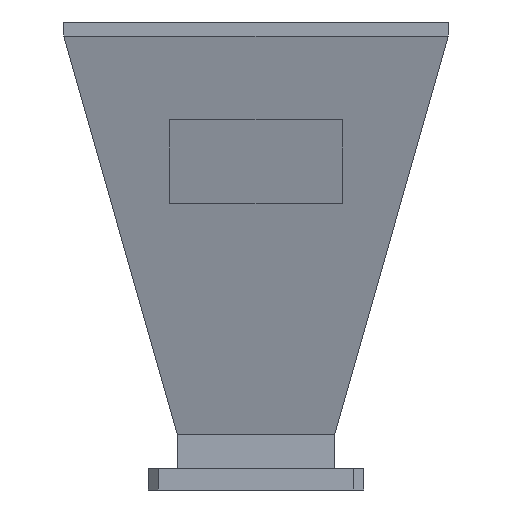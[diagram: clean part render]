
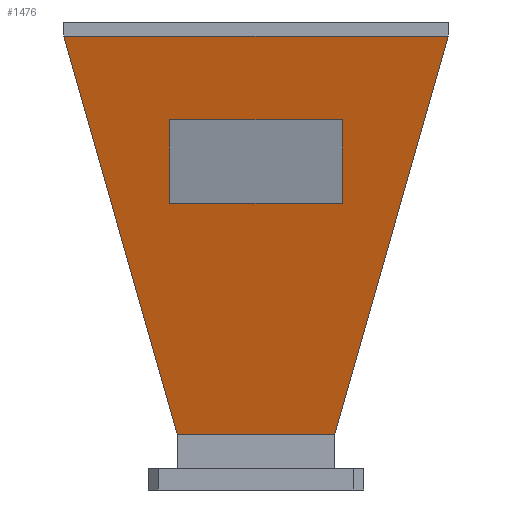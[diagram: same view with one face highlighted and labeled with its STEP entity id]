
A CAD part, left-side view. The second image highlights one B-rep face of the part: STEP entity #1476.
In plain terms, the highlighted planar face has unit normal (-0.972, 0, -0.235).
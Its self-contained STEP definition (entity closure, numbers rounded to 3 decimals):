
#25 = EDGE_CURVE ( 'NONE', #1497, #1082, #323, .T. ) ;
#32 = ORIENTED_EDGE ( 'NONE', *, *, #1164, .T. ) ;
#36 = CARTESIAN_POINT ( 'NONE',  ( -27.652, 0., 109.874 ) ) ;
#76 = VERTEX_POINT ( 'NONE', #1065 ) ;
#111 = CARTESIAN_POINT ( 'NONE',  ( -13.097, -23.211, 49.643 ) ) ;
#189 = CARTESIAN_POINT ( 'NONE',  ( -41.463, 0., 167.02 ) ) ;
#191 = CARTESIAN_POINT ( 'NONE',  ( -35.496, 25.4, 142.331 ) ) ;
#201 = VECTOR ( 'NONE', #1163, 1000. ) ;
#244 = VECTOR ( 'NONE', #869, 1000. ) ;
#251 = ORIENTED_EDGE ( 'NONE', *, *, #1264, .T. ) ;
#312 = VECTOR ( 'NONE', #1755, 1000. ) ;
#323 = LINE ( 'NONE', #189, #312 ) ;
#354 = ORIENTED_EDGE ( 'NONE', *, *, #1308, .T. ) ;
#418 = DIRECTION ( 'NONE',  ( -0.972, 0., -0.235 ) ) ;
#430 = DIRECTION ( 'NONE',  ( -0.235, 0., 0.972 ) ) ;
#433 = CARTESIAN_POINT ( 'NONE',  ( -35.496, 25.4, 142.331 ) ) ;
#437 = VERTEX_POINT ( 'NONE', #1361 ) ;
#438 = EDGE_CURVE ( 'NONE', #1483, #1497, #1156, .T. ) ;
#447 = ORIENTED_EDGE ( 'NONE', *, *, #982, .T. ) ;
#451 = CARTESIAN_POINT ( 'NONE',  ( -29.53, -25.4, 117.642 ) ) ;
#457 = ORIENTED_EDGE ( 'NONE', *, *, #438, .T. ) ;
#545 = VECTOR ( 'NONE', #1389, 1000. ) ;
#567 = CARTESIAN_POINT ( 'NONE',  ( -41.463, 56.663, 167.02 ) ) ;
#650 = VECTOR ( 'NONE', #1027, 1000. ) ;
#651 = LINE ( 'NONE', #918, #704 ) ;
#674 = VECTOR ( 'NONE', #1420, 1000. ) ;
#685 = VERTEX_POINT ( 'NONE', #191 ) ;
#704 = VECTOR ( 'NONE', #1646, 1000. ) ;
#715 = AXIS2_PLACEMENT_3D ( 'NONE', #36, #418, #430 ) ;
#729 = LINE ( 'NONE', #451, #650 ) ;
#731 = VECTOR ( 'NONE', #843, 1000. ) ;
#832 = EDGE_LOOP ( 'NONE', ( #251, #457, #1410, #447 ) ) ;
#843 = DIRECTION ( 'NONE',  ( 0.226, -0.267, -0.937 ) ) ;
#858 = FACE_OUTER_BOUND ( 'NONE', #832, .T. ) ;
#869 = DIRECTION ( 'NONE',  ( -0.235, 0., 0.972 ) ) ;
#918 = CARTESIAN_POINT ( 'NONE',  ( -35.496, -25.4, 142.331 ) ) ;
#958 = LINE ( 'NONE', #1430, #731 ) ;
#969 = CARTESIAN_POINT ( 'NONE',  ( -13.097, 0., 49.643 ) ) ;
#982 = EDGE_CURVE ( 'NONE', #1082, #1155, #958, .T. ) ;
#1027 = DIRECTION ( 'NONE',  ( 0., 1., 0. ) ) ;
#1053 = LINE ( 'NONE', #433, #244 ) ;
#1057 = VERTEX_POINT ( 'NONE', #1613 ) ;
#1065 = CARTESIAN_POINT ( 'NONE',  ( -29.53, -25.4, 117.642 ) ) ;
#1068 = EDGE_CURVE ( 'NONE', #437, #685, #1053, .T. ) ;
#1082 = VERTEX_POINT ( 'NONE', #567 ) ;
#1104 = LINE ( 'NONE', #969, #674 ) ;
#1116 = CARTESIAN_POINT ( 'NONE',  ( -35.496, -25.4, 142.331 ) ) ;
#1147 = LINE ( 'NONE', #1116, #545 ) ;
#1155 = VERTEX_POINT ( 'NONE', #1766 ) ;
#1156 = LINE ( 'NONE', #111, #201 ) ;
#1163 = DIRECTION ( 'NONE',  ( -0.226, -0.267, 0.937 ) ) ;
#1164 = EDGE_CURVE ( 'NONE', #1057, #76, #651, .T. ) ;
#1264 = EDGE_CURVE ( 'NONE', #1155, #1483, #1104, .T. ) ;
#1308 = EDGE_CURVE ( 'NONE', #685, #1057, #1147, .T. ) ;
#1322 = PLANE ( 'NONE',  #715 ) ;
#1361 = CARTESIAN_POINT ( 'NONE',  ( -29.53, 25.4, 117.642 ) ) ;
#1389 = DIRECTION ( 'NONE',  ( 0., -1., 0. ) ) ;
#1410 = ORIENTED_EDGE ( 'NONE', *, *, #25, .T. ) ;
#1420 = DIRECTION ( 'NONE',  ( 0., -1., 0. ) ) ;
#1426 = ORIENTED_EDGE ( 'NONE', *, *, #1487, .T. ) ;
#1430 = CARTESIAN_POINT ( 'NONE',  ( -41.463, 56.663, 167.02 ) ) ;
#1445 = EDGE_LOOP ( 'NONE', ( #1722, #354, #32, #1426 ) ) ;
#1476 = ADVANCED_FACE ( 'NONE', ( #858, #1717 ), #1322, .T. ) ;
#1483 = VERTEX_POINT ( 'NONE', #1738 ) ;
#1487 = EDGE_CURVE ( 'NONE', #76, #437, #729, .T. ) ;
#1497 = VERTEX_POINT ( 'NONE', #1595 ) ;
#1595 = CARTESIAN_POINT ( 'NONE',  ( -41.463, -56.663, 167.02 ) ) ;
#1613 = CARTESIAN_POINT ( 'NONE',  ( -35.496, -25.4, 142.331 ) ) ;
#1646 = DIRECTION ( 'NONE',  ( 0.235, 0., -0.972 ) ) ;
#1717 = FACE_BOUND ( 'NONE', #1445, .T. ) ;
#1722 = ORIENTED_EDGE ( 'NONE', *, *, #1068, .T. ) ;
#1738 = CARTESIAN_POINT ( 'NONE',  ( -13.097, -23.211, 49.643 ) ) ;
#1755 = DIRECTION ( 'NONE',  ( 0., 1., 0. ) ) ;
#1766 = CARTESIAN_POINT ( 'NONE',  ( -13.097, 23.211, 49.643 ) ) ;
